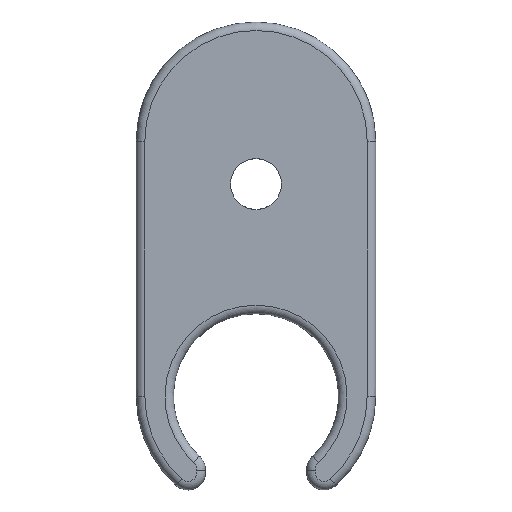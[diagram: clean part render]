
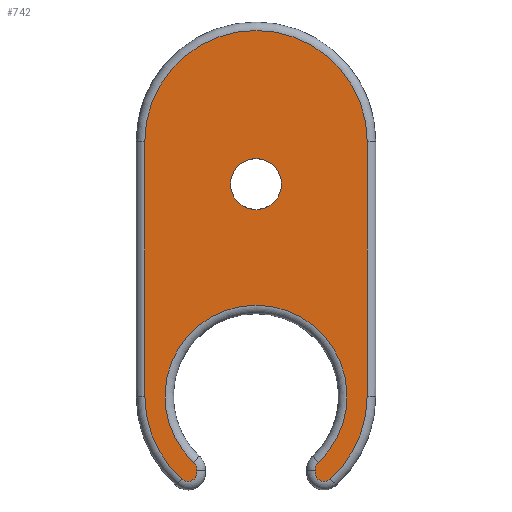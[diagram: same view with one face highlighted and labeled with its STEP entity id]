
A CAD part, top view. The second image highlights one B-rep face of the part: STEP entity #742.
In plain terms, the highlighted planar face has unit normal (0, 0, 1).
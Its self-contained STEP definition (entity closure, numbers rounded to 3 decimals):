
#19=FACE_BOUND('',#227,.T.);
#25=PLANE('',#847);
#46=LINE('',#1558,#90);
#67=LINE('',#1657,#111);
#90=VECTOR('',#945,1000.);
#111=VECTOR('',#1034,1000.);
#178=FACE_OUTER_BOUND('',#226,.T.);
#226=EDGE_LOOP('',(#617,#618,#619,#620,#621,#622,#623,#624,#625,#626));
#227=EDGE_LOOP('',(#627));
#260=CIRCLE('',#799,2.13);
#263=CIRCLE('',#803,26.2);
#265=CIRCLE('',#806,21.46);
#267=CIRCLE('',#809,2.13);
#268=CIRCLE('',#811,26.2);
#288=CIRCLE('',#848,2.13);
#289=CIRCLE('',#849,26.225);
#290=CIRCLE('',#850,2.13);
#291=CIRCLE('',#851,6.);
#333=VERTEX_POINT('',#1235);
#334=VERTEX_POINT('',#1303);
#336=VERTEX_POINT('',#1320);
#337=VERTEX_POINT('',#1324);
#340=VERTEX_POINT('',#1395);
#341=VERTEX_POINT('',#1465);
#344=VERTEX_POINT('',#1536);
#345=VERTEX_POINT('',#1551);
#347=VERTEX_POINT('',#1557);
#371=VERTEX_POINT('',#1656);
#372=VERTEX_POINT('',#1660);
#406=EDGE_CURVE('',#334,#333,#260,.F.);
#410=EDGE_CURVE('',#333,#336,#263,.F.);
#414=EDGE_CURVE('',#337,#340,#265,.T.);
#418=EDGE_CURVE('',#341,#344,#267,.F.);
#419=EDGE_CURVE('',#345,#341,#268,.F.);
#422=EDGE_CURVE('',#347,#345,#46,.F.);
#464=EDGE_CURVE('',#340,#334,#288,.F.);
#465=EDGE_CURVE('',#336,#371,#67,.F.);
#466=EDGE_CURVE('',#371,#347,#289,.F.);
#467=EDGE_CURVE('',#344,#337,#290,.F.);
#468=EDGE_CURVE('',#372,#372,#291,.T.);
#617=ORIENTED_EDGE('',*,*,#464,.T.);
#618=ORIENTED_EDGE('',*,*,#406,.T.);
#619=ORIENTED_EDGE('',*,*,#410,.T.);
#620=ORIENTED_EDGE('',*,*,#465,.T.);
#621=ORIENTED_EDGE('',*,*,#466,.T.);
#622=ORIENTED_EDGE('',*,*,#422,.T.);
#623=ORIENTED_EDGE('',*,*,#419,.T.);
#624=ORIENTED_EDGE('',*,*,#418,.T.);
#625=ORIENTED_EDGE('',*,*,#467,.T.);
#626=ORIENTED_EDGE('',*,*,#414,.T.);
#627=ORIENTED_EDGE('',*,*,#468,.F.);
#742=ADVANCED_FACE('',(#178,#19),#25,.F.);
#799=AXIS2_PLACEMENT_3D('',#1304,#913,#914);
#803=AXIS2_PLACEMENT_3D('',#1322,#921,#922);
#806=AXIS2_PLACEMENT_3D('',#1463,#927,#928);
#809=AXIS2_PLACEMENT_3D('',#1549,#933,#934);
#811=AXIS2_PLACEMENT_3D('',#1552,#937,#938);
#847=AXIS2_PLACEMENT_3D('',#1654,#1030,#1031);
#848=AXIS2_PLACEMENT_3D('',#1655,#1032,#1033);
#849=AXIS2_PLACEMENT_3D('',#1658,#1035,#1036);
#850=AXIS2_PLACEMENT_3D('',#1659,#1037,#1038);
#851=AXIS2_PLACEMENT_3D('',#1661,#1039,#1040);
#913=DIRECTION('center_axis',(0.,0.,-1.));
#914=DIRECTION('ref_axis',(0.,-1.,0.));
#921=DIRECTION('center_axis',(0.,0.,-1.));
#922=DIRECTION('ref_axis',(0.,-1.,0.));
#927=DIRECTION('center_axis',(0.,0.,-1.));
#928=DIRECTION('ref_axis',(0.,-1.,0.));
#933=DIRECTION('center_axis',(0.,0.,-1.));
#934=DIRECTION('ref_axis',(0.,-1.,0.));
#937=DIRECTION('center_axis',(0.,0.,-1.));
#938=DIRECTION('ref_axis',(0.,-1.,0.));
#945=DIRECTION('',(0.,1.,0.));
#1030=DIRECTION('center_axis',(0.,0.,-1.));
#1031=DIRECTION('ref_axis',(0.,-1.,0.));
#1032=DIRECTION('center_axis',(0.,0.,-1.));
#1033=DIRECTION('ref_axis',(0.,-1.,0.));
#1034=DIRECTION('',(0.,-1.,0.));
#1035=DIRECTION('center_axis',(0.,0.,-1.));
#1036=DIRECTION('ref_axis',(0.,-1.,0.));
#1037=DIRECTION('center_axis',(0.,0.,-1.));
#1038=DIRECTION('ref_axis',(0.,-1.,0.));
#1039=DIRECTION('center_axis',(0.,0.,1.));
#1040=DIRECTION('ref_axis',(0.,1.,0.));
#1235=CARTESIAN_POINT('',(17.537,-19.465,18.));
#1303=CARTESIAN_POINT('',(13.948,-17.548,18.));
#1304=CARTESIAN_POINT('Origin',(16.04,-17.95,18.));
#1320=CARTESIAN_POINT('',(26.2,-0.011,18.));
#1322=CARTESIAN_POINT('Origin',(0.,0.,
18.));
#1324=CARTESIAN_POINT('',(-14.731,-15.606,18.));
#1395=CARTESIAN_POINT('',(14.731,-15.606,18.));
#1463=CARTESIAN_POINT('Origin',(0.,0.,
18.));
#1465=CARTESIAN_POINT('',(-17.537,-19.465,18.));
#1536=CARTESIAN_POINT('',(-13.948,-17.548,18.));
#1549=CARTESIAN_POINT('Origin',(-16.04,-17.95,18.));
#1551=CARTESIAN_POINT('',(-26.2,-0.011,18.));
#1552=CARTESIAN_POINT('Origin',(0.,0.,
18.));
#1557=CARTESIAN_POINT('',(-26.225,59.989,18.));
#1558=CARTESIAN_POINT('',(-26.2,-0.011,18.));
#1654=CARTESIAN_POINT('Origin',(0.,0.,
18.));
#1655=CARTESIAN_POINT('Origin',(16.06,-17.27,18.));
#1656=CARTESIAN_POINT('',(26.225,59.989,18.));
#1657=CARTESIAN_POINT('',(26.225,59.989,18.));
#1658=CARTESIAN_POINT('Origin',(0.,60.,
18.));
#1659=CARTESIAN_POINT('Origin',(-16.06,-17.27,18.));
#1660=CARTESIAN_POINT('',(0.,56.,18.));
#1661=CARTESIAN_POINT('Origin',(0.,50.,18.));
